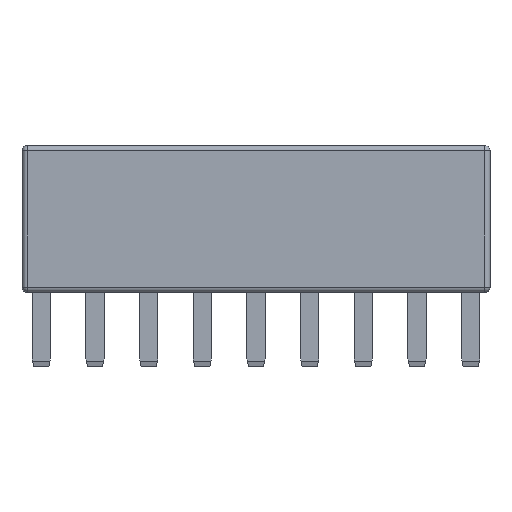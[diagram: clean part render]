
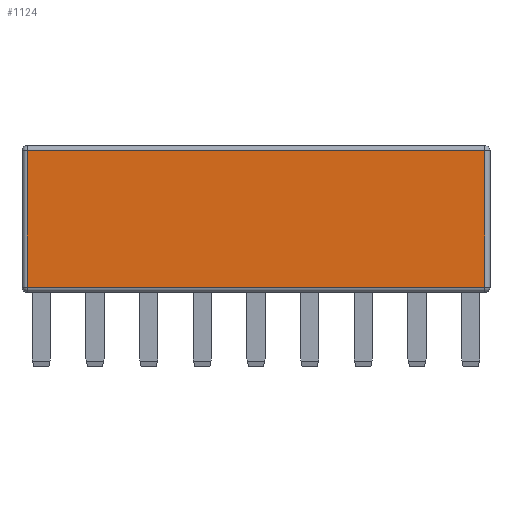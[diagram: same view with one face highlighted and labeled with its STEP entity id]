
A CAD part, top view. The second image highlights one B-rep face of the part: STEP entity #1124.
In plain terms, the highlighted planar face has unit normal (0, 0, 1).
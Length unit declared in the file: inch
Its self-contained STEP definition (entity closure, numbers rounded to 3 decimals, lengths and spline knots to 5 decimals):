
#209=DIRECTION('',(0.,1.,0.));
#210=VECTOR('',#209,0.81);
#211=CARTESIAN_POINT('',(1.36059,0.03,0.184));
#212=LINE('',#211,#210);
#213=DIRECTION('',(1.,0.,0.));
#214=VECTOR('',#213,2.72118);
#215=CARTESIAN_POINT('',(-1.36059,0.03,0.184));
#216=LINE('',#215,#214);
#217=DIRECTION('',(0.,-1.,0.));
#218=VECTOR('',#217,0.81);
#219=CARTESIAN_POINT('',(-1.36059,0.84,0.184));
#220=LINE('',#219,#218);
#221=DIRECTION('',(-1.,0.,0.));
#222=VECTOR('',#221,2.72118);
#223=CARTESIAN_POINT('',(1.36059,0.84,0.184));
#224=LINE('',#223,#222);
#712=CARTESIAN_POINT('',(1.36059,0.03,0.184));
#713=CARTESIAN_POINT('',(1.36059,0.84,0.184));
#714=VERTEX_POINT('',#712);
#715=VERTEX_POINT('',#713);
#720=CARTESIAN_POINT('',(-1.36059,0.84,0.184));
#721=VERTEX_POINT('',#720);
#738=CARTESIAN_POINT('',(-1.36059,0.03,0.184));
#739=VERTEX_POINT('',#738);
#1110=CARTESIAN_POINT('',(0.,0.,0.184));
#1111=DIRECTION('',(0.,0.,1.));
#1112=DIRECTION('',(1.,0.,0.));
#1113=AXIS2_PLACEMENT_3D('',#1110,#1111,#1112);
#1114=PLANE('',#1113);
#1116=ORIENTED_EDGE('',*,*,#1115,.F.);
#1118=ORIENTED_EDGE('',*,*,#1117,.F.);
#1119=ORIENTED_EDGE('',*,*,#1100,.F.);
#1121=ORIENTED_EDGE('',*,*,#1120,.F.);
#1122=EDGE_LOOP('',(#1116,#1118,#1119,#1121));
#1123=FACE_OUTER_BOUND('',#1122,.F.);
#1124=ADVANCED_FACE('',(#1123),#1114,.T.);
#1100=EDGE_CURVE('',#721,#739,#220,.T.);
#1115=EDGE_CURVE('',#714,#715,#212,.T.);
#1117=EDGE_CURVE('',#739,#714,#216,.T.);
#1120=EDGE_CURVE('',#715,#721,#224,.T.);
